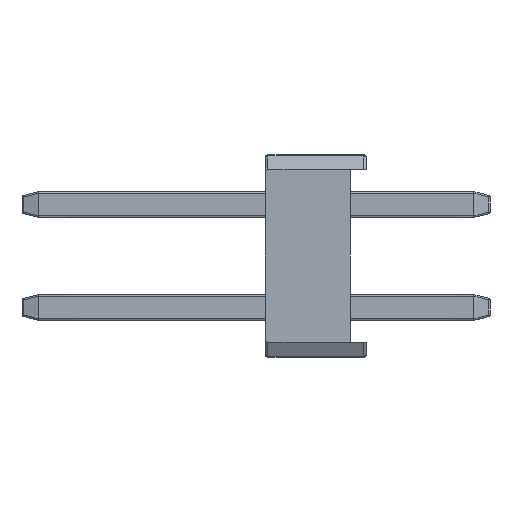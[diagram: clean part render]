
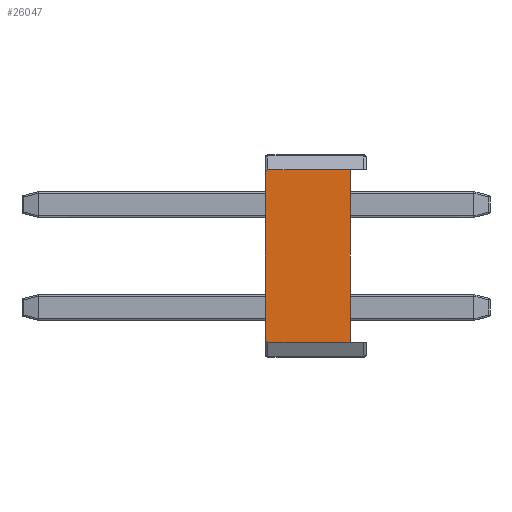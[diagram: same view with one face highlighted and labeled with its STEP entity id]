
A CAD part, left-side view. The second image highlights one B-rep face of the part: STEP entity #26047.
In plain terms, the highlighted planar face has unit normal (-1, 0, 0).
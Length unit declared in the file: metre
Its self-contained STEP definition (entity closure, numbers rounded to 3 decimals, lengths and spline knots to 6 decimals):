
#787=PLANE('',#29533);
#3516=LINE('',#46960,#5604);
#3560=LINE('',#47060,#5648);
#3561=LINE('',#47062,#5649);
#3562=LINE('',#47063,#5650);
#5604=VECTOR('',#37350,1.);
#5648=VECTOR('',#37458,1.);
#5649=VECTOR('',#37461,1.);
#5650=VECTOR('',#37462,1.);
#13542=ORIENTED_EDGE('',*,*,#17633,.F.);
#13543=ORIENTED_EDGE('',*,*,#17544,.T.);
#13544=ORIENTED_EDGE('',*,*,#17634,.T.);
#13545=ORIENTED_EDGE('',*,*,#17580,.F.);
#13546=ORIENTED_EDGE('',*,*,#17632,.F.);
#13547=ORIENTED_EDGE('',*,*,#17566,.T.);
#17544=EDGE_CURVE('',#19924,#19925,#21029,.T.);
#17566=EDGE_CURVE('',#19939,#19940,#21032,.T.);
#17580=EDGE_CURVE('',#19948,#19949,#3516,.T.);
#17632=EDGE_CURVE('',#19939,#19948,#3560,.T.);
#17633=EDGE_CURVE('',#19924,#19940,#3561,.T.);
#17634=EDGE_CURVE('',#19925,#19949,#3562,.T.);
#19924=VERTEX_POINT('',#46790);
#19925=VERTEX_POINT('',#46791);
#19939=VERTEX_POINT('',#46907);
#19940=VERTEX_POINT('',#46908);
#19948=VERTEX_POINT('',#46961);
#19949=VERTEX_POINT('',#46962);
#21029=CIRCLE('',#29484,0.00007);
#21032=CIRCLE('',#29494,0.00007);
#22661=EDGE_LOOP('',(#13542,#13543,#13544,#13545,#13546,#13547));
#24335=FACE_BOUND('',#22661,.T.);
#26047=ADVANCED_FACE('',(#24335),#787,.F.);
#29484=AXIS2_PLACEMENT_3D('',#46789,#37298,#37299);
#29494=AXIS2_PLACEMENT_3D('',#46906,#37328,#37329);
#29533=AXIS2_PLACEMENT_3D('',#47061,#37459,#37460);
#37298=DIRECTION('',(-1.,0.,0.));
#37299=DIRECTION('',(0.,0.,-1.));
#37328=DIRECTION('',(-1.,0.,0.));
#37329=DIRECTION('',(0.,0.,-1.));
#37350=DIRECTION('',(0.,0.,-1.));
#37458=DIRECTION('',(0.,-1.,0.));
#37459=DIRECTION('',(1.,0.,0.));
#37460=DIRECTION('',(0.,0.,-1.));
#37461=DIRECTION('',(0.,0.,1.));
#37462=DIRECTION('',(0.,-1.,0.));
#46789=CARTESIAN_POINT('',(-0.00127,0.00118,-0.002055));
#46790=CARTESIAN_POINT('',(-0.00127,0.00125,-0.002055));
#46791=CARTESIAN_POINT('',(-0.00127,0.00118,-0.002125));
#46906=CARTESIAN_POINT('',(-0.00127,0.00118,0.002055));
#46907=CARTESIAN_POINT('',(-0.00127,0.00118,0.002125));
#46908=CARTESIAN_POINT('',(-0.00127,0.00125,0.002055));
#46960=CARTESIAN_POINT('',(-0.00127,-0.00085,-0.002125));
#46961=CARTESIAN_POINT('',(-0.00127,-0.00085,0.002125));
#46962=CARTESIAN_POINT('',(-0.00127,-0.00085,-0.002125));
#47060=CARTESIAN_POINT('',(-0.00127,0.00125,0.002125));
#47061=CARTESIAN_POINT('',(-0.00127,0.00125,-0.002125));
#47062=CARTESIAN_POINT('',(-0.00127,0.00125,-0.002125));
#47063=CARTESIAN_POINT('',(-0.00127,0.00125,-0.002125));
